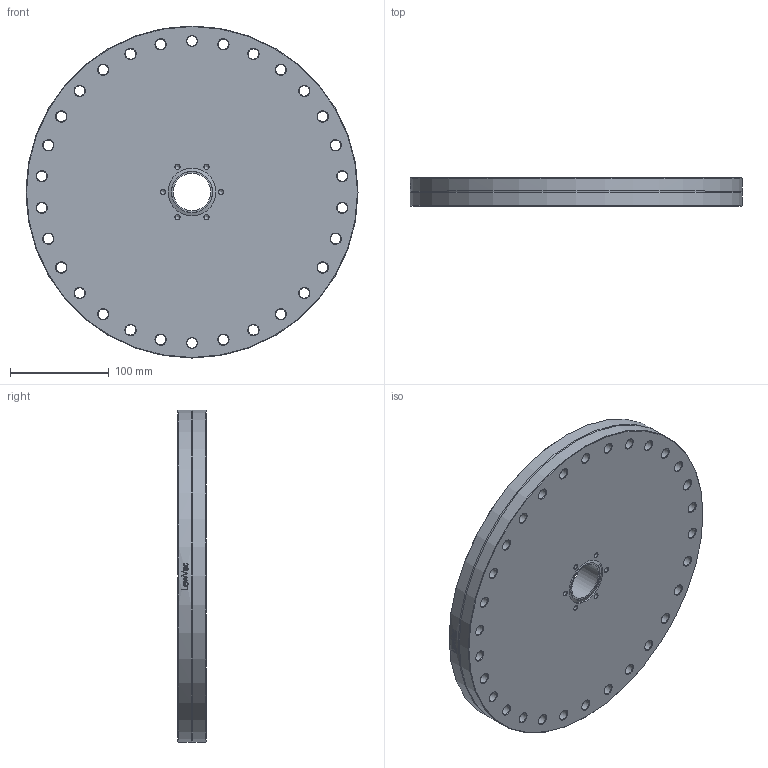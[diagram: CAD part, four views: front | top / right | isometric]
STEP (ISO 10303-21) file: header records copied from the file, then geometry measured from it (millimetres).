
FILE_DESCRIPTION(/* description */ (''),/* implementation_level */ '2;1');
FILE_NAME(/* name */ 'FL-Z275-40.stp',/* time_stamp */ '2023-10-25T12:02:25+01:00',/* author */ ('PaulJarvis'),/* organization */ (''),/* preprocessor_version */ 'ST-DEVELOPER v19.2',/* originating_system */ 'Autodesk Inventor 2023',/* authorisation */ '');
FILE_SCHEMA (('AUTOMOTIVE_DESIGN { 1 0 10303 214 3 1 1 }'));
Length unit declared in the file: millimetre
Products named in the file (1): FL-Z275-40
Bounding box: 336.6 x 28.4 x 336.6 mm (x, y, z)
Volume: 2340119.1 mm3; surface area: 234476 mm2
Topology: 1 solids, 1 shells, 219 faces, 601 edges, 410 vertices
Faces by surface type: cone 79, bspline 53, cylinder 51, plane 35, torus 1
Full cylindrical faces by diameter (mm): 4.917 x6, 10.45 x30, 38.1 x1, 48.26 x1, 294.04 x1, 336.6 x2
Entity records: 8377 total; most frequent: CARTESIAN_POINT 2882, ORIENTED_EDGE 1158, DIRECTION 1031, EDGE_CURVE 579, AXIS2_PLACEMENT_3D 401, VERTEX_POINT 377, EDGE_LOOP 296, CIRCLE 234
